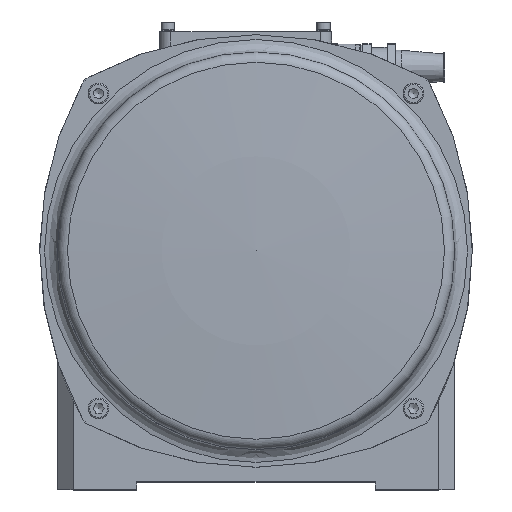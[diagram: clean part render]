
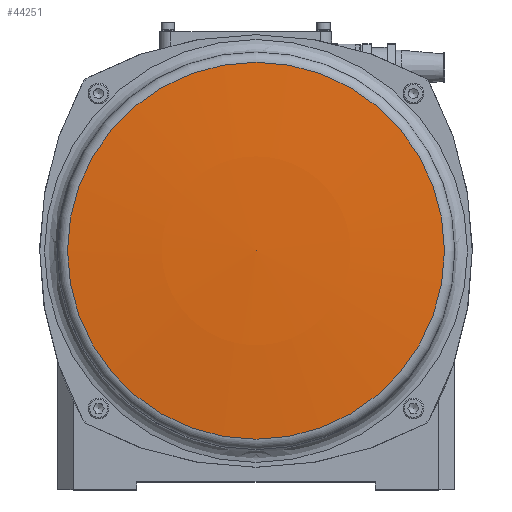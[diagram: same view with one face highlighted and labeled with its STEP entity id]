
A CAD part, top view. The second image highlights one B-rep face of the part: STEP entity #44251.
In plain terms, the highlighted spherical face has radius 1502 mm.
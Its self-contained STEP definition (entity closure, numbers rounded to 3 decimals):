
#44235=CARTESIAN_POINT('',(0.0,-1.25,-1310.2));
#44236=DIRECTION('',(0.0,0.0,1.0));
#44237=DIRECTION('',(1.0,0.0,0.0));
#44238=AXIS2_PLACEMENT_3D('',#44235,#44236,#44237);
#44239=SPHERICAL_SURFACE('',#44238,1502.);
#44240=CARTESIAN_POINT('',(0.,-119.803,187.114));
#44241=VERTEX_POINT('',#44240);
#44242=CARTESIAN_POINT('',(0.0,-1.25,187.114));
#44243=DIRECTION('',(0.0,0.0,-1.0));
#44244=DIRECTION('',(0.0,1.0,0.0));
#44245=AXIS2_PLACEMENT_3D('',#44242,#44243,#44244);
#44246=CIRCLE('',#44245,118.553);
#44247=EDGE_CURVE('',#44241,#44241,#44246,.T.);
#44248=ORIENTED_EDGE('',*,*,#44247,.F.);
#44249=EDGE_LOOP('',(#44248));
#44250=FACE_OUTER_BOUND('',#44249,.T.);
#44251=ADVANCED_FACE('',(#44250),#44239,.T.);
